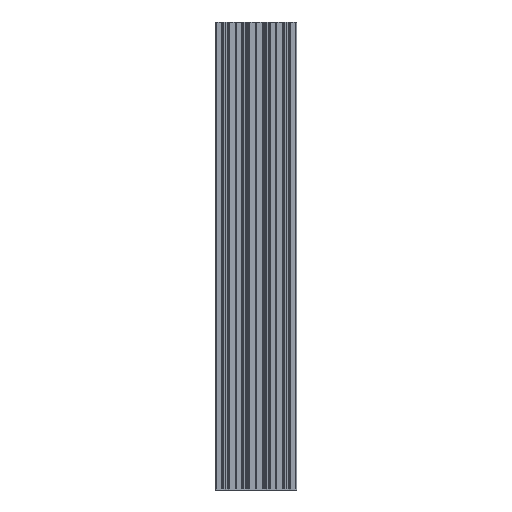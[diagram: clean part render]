
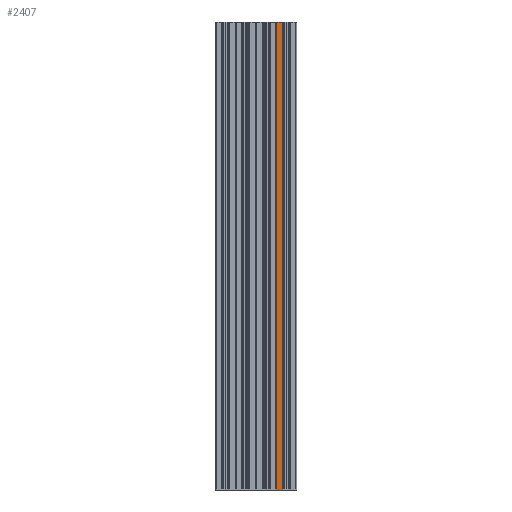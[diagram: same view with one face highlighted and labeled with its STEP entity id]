
A CAD part, front view. The second image highlights one B-rep face of the part: STEP entity #2407.
In plain terms, the highlighted planar face has unit normal (0, -1, 0).
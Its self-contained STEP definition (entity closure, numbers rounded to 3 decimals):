
#2407=ADVANCED_FACE('',(#7419),#7421,.T.);
#7419=FACE_BOUND('',#7420,.T.);
#7420=EDGE_LOOP('',(#12114,#12115,#12116,#12117));
#7421=PLANE('',#7422);
#7422=AXIS2_PLACEMENT_3D('',#7423,#7424,#7425);
#7423=CARTESIAN_POINT('',(50.4,-10.,-460.));
#7424=DIRECTION('',(0.,-1.,0.));
#7425=DIRECTION('',(1.,0.,0.));
#12114=ORIENTED_EDGE('',*,*,#15148,.F.);
#12115=ORIENTED_EDGE('',*,*,#13764,.T.);
#12116=ORIENTED_EDGE('',*,*,#15149,.T.);
#12117=ORIENTED_EDGE('',*,*,#14292,.F.);
#13764=EDGE_CURVE('',#15843,#15841,#15844,.T.);
#14292=EDGE_CURVE('',#16897,#16899,#16900,.T.);
#15148=EDGE_CURVE('',#15843,#16897,#18188,.T.);
#15149=EDGE_CURVE('',#15841,#16899,#18189,.T.);
#15841=VERTEX_POINT('',#19503);
#15843=VERTEX_POINT('',#19508);
#15844=LINE('',#19509,#19510);
#16897=VERTEX_POINT('',#21896);
#16899=VERTEX_POINT('',#21901);
#16900=LINE('',#21902,#21903);
#18188=LINE('',#25140,#25141);
#18189=LINE('',#25143,#25144);
#19503=CARTESIAN_POINT('',(56.05,-10.,-460.));
#19508=CARTESIAN_POINT('',(50.459,-10.,-460.));
#19509=CARTESIAN_POINT('',(50.459,-10.,-460.));
#19510=VECTOR('',#19511,1.);
#19511=DIRECTION('',(1.,0.,0.));
#21896=CARTESIAN_POINT('',(50.459,-10.,0.));
#21901=CARTESIAN_POINT('',(56.05,-10.,0.));
#21902=CARTESIAN_POINT('',(50.459,-10.,0.));
#21903=VECTOR('',#21904,1.);
#21904=DIRECTION('',(1.,0.,0.));
#25140=CARTESIAN_POINT('',(50.459,-10.,-460.));
#25141=VECTOR('',#25142,1.);
#25142=DIRECTION('',(0.,0.,1.));
#25143=CARTESIAN_POINT('',(56.05,-10.,-460.));
#25144=VECTOR('',#25145,1.);
#25145=DIRECTION('',(0.,0.,1.));
